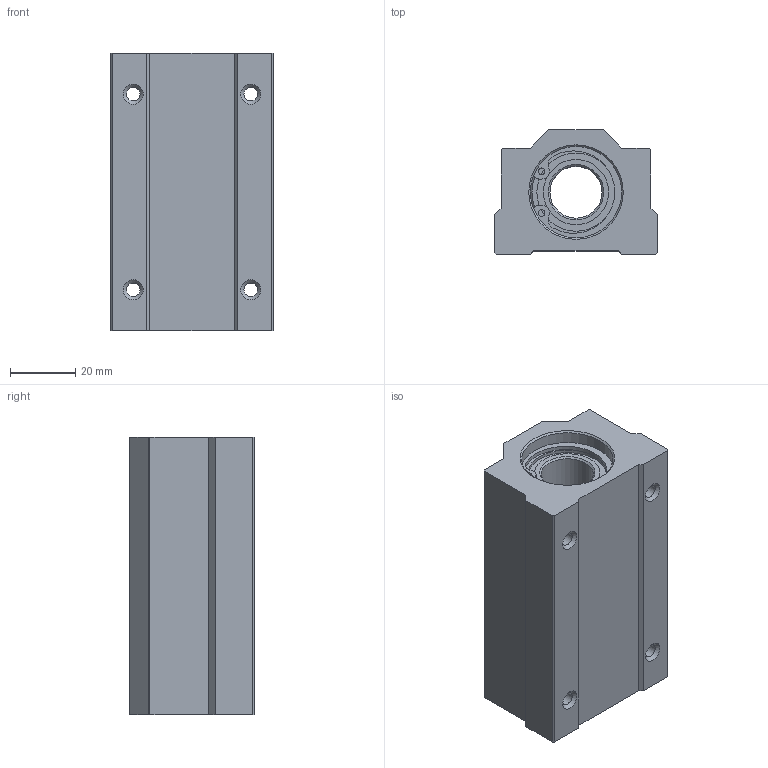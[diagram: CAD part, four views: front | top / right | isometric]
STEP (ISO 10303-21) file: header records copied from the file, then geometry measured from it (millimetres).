
FILE_DESCRIPTION(('STEP AP214'), '1');
FILE_NAME('SC16LUU', '2021-12-14T11:18:26', ('tega'), (''), 'ASCON STEP Converter 1.6', 'ASCON Math Kernel', '');
FILE_SCHEMA(('AUTOMOTIVE_DESIGN { 1 0 10303 214 3 1 1}'));
Length unit declared in the file: millimetre
Bounding box: 50 x 38.2 x 85 mm (x, y, z)
Volume: 116441.2 mm3; surface area: 37930.7 mm2
Topology: 4 solids, 4 shells, 89 faces, 205 edges, 136 vertices
Faces by surface type: plane 40, cylinder 35, cone 14
Full cylindrical faces by diameter (mm): 2 x4, 4.134 x4, 16 x1, 20 x2, 24 x2, 28 x4, 29.5 x2
Entity records: 3204 total; most frequent: DIRECTION 436, CARTESIAN_POINT 398, ORIENTED_EDGE 344, AXIS2_PLACEMENT_3D 174, EDGE_CURVE 172, EDGE_LOOP 150, VERTEX_POINT 132, COLOUR_RGB 97
